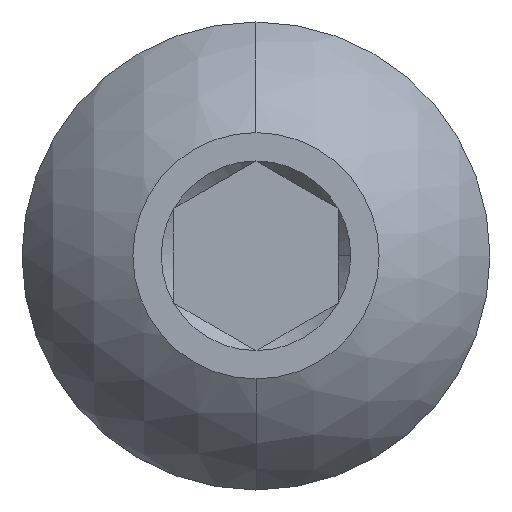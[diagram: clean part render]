
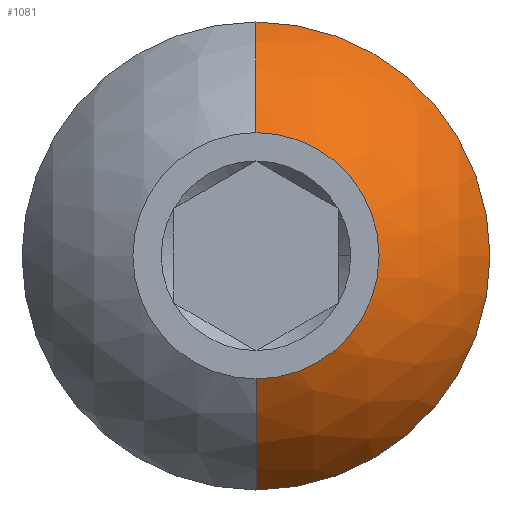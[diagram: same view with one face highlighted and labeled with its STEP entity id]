
A CAD part, top view. The second image highlights one B-rep face of the part: STEP entity #1081.
In plain terms, the highlighted spherical face has radius 3.172 mm.
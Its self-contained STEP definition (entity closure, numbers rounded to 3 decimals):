
#300 = VERTEX_POINT ( 'NONE', #4994 ) ;
#358 = ORIENTED_EDGE ( 'NONE', *, *, #1180, .T. ) ;
#359 = VERTEX_POINT ( 'NONE', #5014 ) ;
#450 = VERTEX_POINT ( 'NONE', #4979 ) ;
#453 = VERTEX_POINT ( 'NONE', #4966 ) ;
#554 = ORIENTED_EDGE ( 'NONE', *, *, #1175, .F. ) ;
#555 = ORIENTED_EDGE ( 'NONE', *, *, #1176, .F. ) ;
#578 = ORIENTED_EDGE ( 'NONE', *, *, #1178, .T. ) ;
#584 = ORIENTED_EDGE ( 'NONE', *, *, #1177, .T. ) ;
#589 = VERTEX_POINT ( 'NONE', #4847 ) ;
#681 = EDGE_LOOP ( 'NONE', ( #578, #358, #584, #555, #554 ) ) ;
#765 = FACE_OUTER_BOUND ( 'NONE', #681, .T. ) ;
#767 = SPHERICAL_SURFACE ( 'NONE', #1201, 3.172 ) ;
#830 = CIRCLE ( 'NONE', #1220, 2.85 ) ;
#832 = CIRCLE ( 'NONE', #1217, 3.172 ) ;
#833 = CIRCLE ( 'NONE', #1218, 1.5 ) ;
#834 = CIRCLE ( 'NONE', #1219, 3.172 ) ;
#837 = CIRCLE ( 'NONE', #1221, 2.85 ) ;
#1081 = ADVANCED_FACE ( 'NONE', ( #765 ), #767, .T. ) ;
#1175 = EDGE_CURVE ( 'NONE', #453, #300, #832, .T. ) ;
#1176 = EDGE_CURVE ( 'NONE', #300, #450, #833, .T. ) ;
#1177 = EDGE_CURVE ( 'NONE', #589, #450, #834, .T. ) ;
#1178 = EDGE_CURVE ( 'NONE', #453, #359, #830, .T. ) ;
#1180 = EDGE_CURVE ( 'NONE', #359, #589, #837, .T. ) ;
#1201 = AXIS2_PLACEMENT_3D ( 'NONE', #4873, #4717, #4840 ) ;
#1217 = AXIS2_PLACEMENT_3D ( 'NONE', #2639, #2444, #2442 ) ;
#1218 = AXIS2_PLACEMENT_3D ( 'NONE', #2553, #2551, #2653 ) ;
#1219 = AXIS2_PLACEMENT_3D ( 'NONE', #2389, #2387, #2384 ) ;
#1220 = AXIS2_PLACEMENT_3D ( 'NONE', #2611, #2499, #2498 ) ;
#1221 = AXIS2_PLACEMENT_3D ( 'NONE', #2600, #2603, #2516 ) ;
#2384 = DIRECTION ( 'NONE',  ( 0., 1., 0. ) ) ;
#2387 = DIRECTION ( 'NONE',  ( 1., 0., 0. ) ) ;
#2389 = CARTESIAN_POINT ( 'NONE',  ( 0., 0., -2.795 ) ) ;
#2442 = DIRECTION ( 'NONE',  ( 0., -1., 0. ) ) ;
#2444 = DIRECTION ( 'NONE',  ( -1., 0., 0. ) ) ;
#2498 = DIRECTION ( 'NONE',  ( 1., 0., 0. ) ) ;
#2499 = DIRECTION ( 'NONE',  ( 0., 0., 1. ) ) ;
#2516 = DIRECTION ( 'NONE',  ( 1., 0., 0. ) ) ;
#2551 = DIRECTION ( 'NONE',  ( 0., 0., 1. ) ) ;
#2553 = CARTESIAN_POINT ( 'NONE',  ( 0., 0., 0. ) ) ;
#2600 = CARTESIAN_POINT ( 'NONE',  ( 0., 0., -1.403 ) ) ;
#2603 = DIRECTION ( 'NONE',  ( 0., 0., 1. ) ) ;
#2611 = CARTESIAN_POINT ( 'NONE',  ( 0., 0., -1.403 ) ) ;
#2639 = CARTESIAN_POINT ( 'NONE',  ( 0., 0., -2.795 ) ) ;
#2653 = DIRECTION ( 'NONE',  ( 1., 0., 0. ) ) ;
#4717 = DIRECTION ( 'NONE',  ( 1., 0., 0. ) ) ;
#4840 = DIRECTION ( 'NONE',  ( 0., -1., 0. ) ) ;
#4847 = CARTESIAN_POINT ( 'NONE',  ( 0., 2.85, -1.403 ) ) ;
#4873 = CARTESIAN_POINT ( 'NONE',  ( 0., 0., -2.795 ) ) ;
#4966 = CARTESIAN_POINT ( 'NONE',  ( 0., -2.85, -1.403 ) ) ;
#4979 = CARTESIAN_POINT ( 'NONE',  ( 0., 1.5, 0. ) ) ;
#4994 = CARTESIAN_POINT ( 'NONE',  ( 0., -1.5, 0. ) ) ;
#5014 = CARTESIAN_POINT ( 'NONE',  ( 2.85, 0., -1.403 ) ) ;
